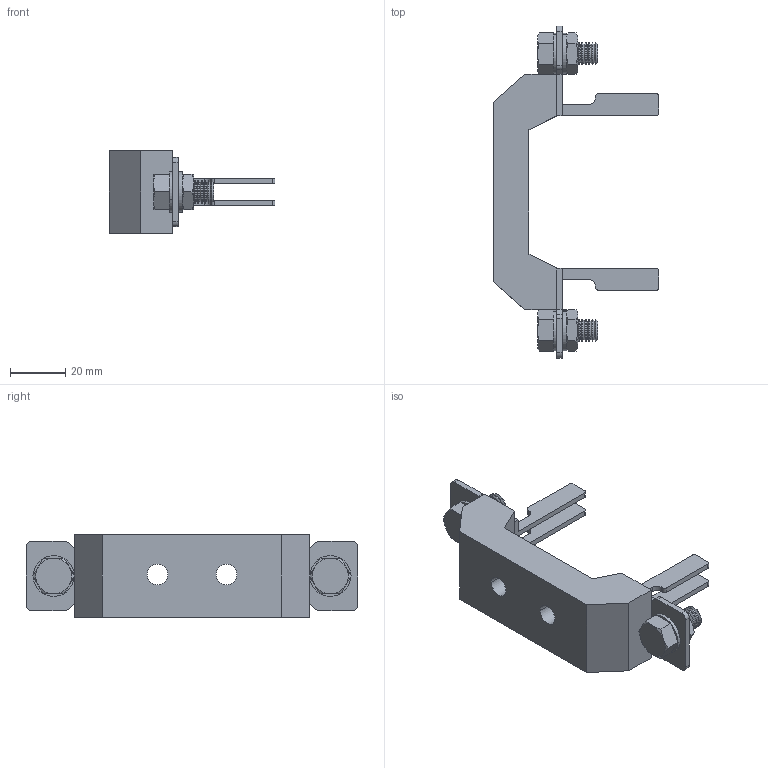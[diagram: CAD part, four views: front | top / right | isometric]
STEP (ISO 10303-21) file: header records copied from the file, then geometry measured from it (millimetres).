
FILE_DESCRIPTION (( 'STEP AP203' ), '1' );
FILE_NAME ('Îñíîâàíèå ñ äåðæàòåëåì ê ÏÏÍ EKF PROxima ÎÑÍ 33.SLDPRT.STEP', '2016-11-02T19:59:10', ( '' ), ( '' ), 'SwSTEP 2.0', 'SolidWorks 2014', '' );
FILE_SCHEMA (( 'CONFIG_CONTROL_DESIGN' ));
Length unit declared in the file: millimetre
Products named in the file (6): hex thin nut chamfered gradeab_din_Hexagon Thin Nut ISO 4035 - M8 - S; curved spring lock washer_din_Spring washer DIN 128 - A8; Îñíîâàíèå ñ äåðæàòåëåì ê ÏÏÍ EKF PROxima ÎÑÍ - 33; hex screw gradec_din_ISO 4018 - M8 x 16-NS; shim-support ring_din_DIN 988-S9x15; Îñíîâàíèå ñ äåðæàòåëåì ê ÏÏÍ EKF PROxima ÎÑÍ 33.SLDPRT
Assembly tree (9 placements, depth 2):
  Îñíîâàíèå ñ äåðæàòåëåì ê ÏÏÍ EKF PROxima ÎÑÍ 33.SLDPRT
    Îñíîâàíèå ñ äåðæàòåëåì ê ÏÏÍ EKF PROxima ÎÑÍ - 33
    curved spring lock washer_din_Spring washer DIN 128 - A8  x2
    shim-support ring_din_DIN 988-S9x15  x2
    hex screw gradec_din_ISO 4018 - M8 x 16-NS  x2
    hex thin nut chamfered gradeab_din_Hexagon Thin Nut ISO 4035 - M8 - S  x2
Bounding box: 60 x 120 x 30 mm (x, y, z)
Volume: 46820.3 mm3; surface area: 18885.6 mm2
Topology: 9 solids, 9 shells, 406 faces, 996 edges, 612 vertices
Faces by surface type: cone 176, cylinder 120, plane 106, torus 4
Entity records: 8422 total; most frequent: CARTESIAN_POINT 1509, DIRECTION 1378, ORIENTED_EDGE 1260, EDGE_CURVE 630, AXIS2_PLACEMENT_3D 525, VERTEX_POINT 392, LINE 328, VECTOR 328
